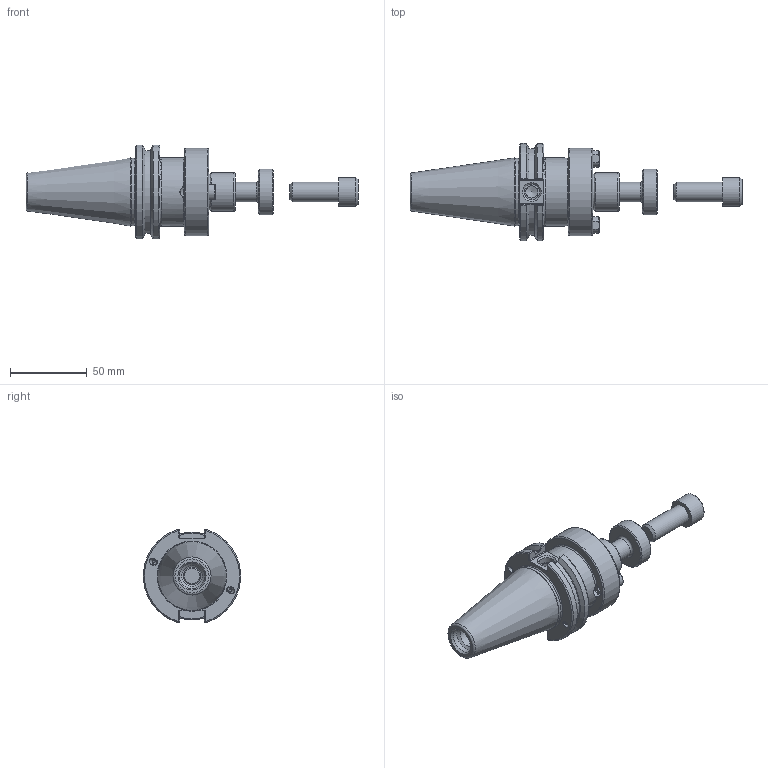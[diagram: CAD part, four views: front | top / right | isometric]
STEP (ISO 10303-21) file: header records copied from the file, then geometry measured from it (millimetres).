
FILE_DESCRIPTION((''),'2;1');
FILE_NAME('C40BC-10SM2.stp','2015-03-17T10:19:15',('blaste'),(''),'Autodesk Inventor 2012','Autodesk Inventor 2012','');
FILE_SCHEMA(('AUTOMOTIVE_DESIGN { 1 0 10303 214 1 1 1 1 }'));
Length unit declared in the file: inch
Products named in the file (6): C40BC-10SM2; C40BC-10SM2-1; 10KY; 10LS; 029-965; 028-188
Assembly tree (7 placements, depth 2):
  C40BC-10SM2
    C40BC-10SM2-1
    10KY  x2
    10LS
    029-965  x2
    028-188
Bounding box: 216.46 x 63.26 x 61.11 mm (x, y, z)
Volume: 184867.1 mm3; surface area: 39485.5 mm2
Topology: 7 solids, 7 shells, 216 faces, 509 edges, 326 vertices
Faces by surface type: plane 91, cylinder 58, cone 47, torus 10, bspline 8, sphere 2
Full cylindrical faces by diameter (mm): 3.048 x2, 3.3 x2, 4 x4, 4.1 x2, 4.2 x2, 7.925 x1, 8 x1, 8.636 x2, 9.347 x2, 9.512 x2, 9.652 x2, 10.135 x1, 11.328 x1, 12.7 x2, 13.386 x1, 13.716 x1, 16.459 x1, 18.872 x1, 23.866 x1, 25.39 x1, 29.972 x1, 43.942 x1, 44.45 x1, 57.15 x1
Entity records: 6216 total; most frequent: CARTESIAN_POINT 2125, DIRECTION 782, ORIENTED_EDGE 714, EDGE_CURVE 357, AXIS2_PLACEMENT_3D 322, EDGE_LOOP 272, VERTEX_POINT 263, FACE_OUTER_BOUND 182
